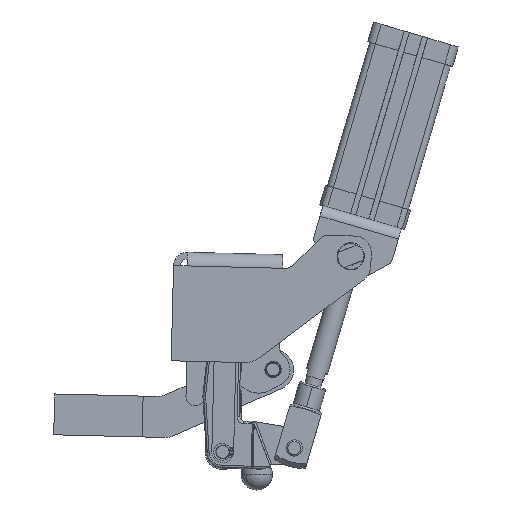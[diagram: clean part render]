
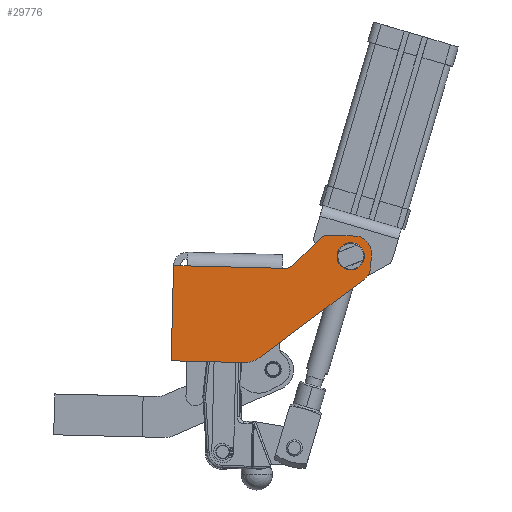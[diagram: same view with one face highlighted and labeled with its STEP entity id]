
A CAD part, front view. The second image highlights one B-rep face of the part: STEP entity #29776.
In plain terms, the highlighted planar face has unit normal (0, -1, 0).
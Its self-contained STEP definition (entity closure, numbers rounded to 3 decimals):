
#12287=CARTESIAN_POINT('',(212.733,163.831,159.864));
#12288=VERTEX_POINT('',#12287);
#12295=CARTESIAN_POINT('',(229.881,163.831,170.158));
#12296=VERTEX_POINT('',#12295);
#12297=CARTESIAN_POINT('',(221.307,163.831,165.011));
#12298=DIRECTION('',(0.,1.0,0.));
#12299=DIRECTION('',(-0.857,0.,-0.515));
#12300=AXIS2_PLACEMENT_3D('',#12297,#12298,#12299);
#12301=CIRCLE('',#12300,10.0);
#12302=EDGE_CURVE('',#12296,#12288,#12301,.T.);
#12607=CARTESIAN_POINT('',(148.997,163.831,87.877));
#12608=VERTEX_POINT('',#12607);
#12624=CARTESIAN_POINT('',(154.903,163.831,90.922));
#12625=VERTEX_POINT('',#12624);
#12632=CARTESIAN_POINT('',(142.914,163.831,106.93));
#12633=DIRECTION('',(0.,1.,0.));
#12634=DIRECTION('',(0.304,0.,-0.953));
#12635=AXIS2_PLACEMENT_3D('',#12632,#12633,#12634);
#12636=CIRCLE('',#12635,20.0);
#12637=EDGE_CURVE('',#12625,#12608,#12636,.T.);
#12689=CARTESIAN_POINT('',(175.896,163.831,156.587));
#12690=VERTEX_POINT('',#12689);
#12699=CARTESIAN_POINT('',(177.874,163.831,157.839));
#12700=VERTEX_POINT('',#12699);
#12701=CARTESIAN_POINT('',(173.738,163.831,162.185));
#12702=DIRECTION('',(0.,-1.,0.));
#12703=DIRECTION('',(0.36,0.,-0.933));
#12704=AXIS2_PLACEMENT_3D('',#12701,#12702,#12703);
#12705=CIRCLE('',#12704,6.);
#12706=EDGE_CURVE('',#12690,#12700,#12705,.T.);
#12775=CARTESIAN_POINT('',(201.862,163.831,180.039));
#12776=VERTEX_POINT('',#12775);
#12792=CARTESIAN_POINT('',(199.884,163.831,178.787));
#12793=VERTEX_POINT('',#12792);
#12800=CARTESIAN_POINT('',(204.02,163.831,174.441));
#12801=DIRECTION('',(0.,1.0,0.));
#12802=DIRECTION('',(-0.36,0.,0.933));
#12803=AXIS2_PLACEMENT_3D('',#12800,#12801,#12802);
#12804=CIRCLE('',#12803,6.);
#12805=EDGE_CURVE('',#12793,#12776,#12804,.T.);
#12901=CARTESIAN_POINT('',(233.073,163.831,176.209));
#12902=VERTEX_POINT('',#12901);
#12918=CARTESIAN_POINT('',(224.677,163.831,179.932));
#12919=VERTEX_POINT('',#12918);
#12926=CARTESIAN_POINT('',(224.38,163.831,167.936));
#12927=DIRECTION('',(0.,1.0,0.));
#12928=DIRECTION('',(0.724,0.,0.689));
#12929=AXIS2_PLACEMENT_3D('',#12926,#12927,#12928);
#12930=CIRCLE('',#12929,12.);
#12931=EDGE_CURVE('',#12919,#12902,#12930,.T.);
#12941=CARTESIAN_POINT('',(234.793,163.831,152.257));
#12942=VERTEX_POINT('',#12941);
#12951=CARTESIAN_POINT('',(231.322,163.831,148.155));
#12952=VERTEX_POINT('',#12951);
#12953=CARTESIAN_POINT('',(224.129,163.831,157.76));
#12954=DIRECTION('',(0.,1.,0.));
#12955=DIRECTION('',(0.889,0.,-0.459));
#12956=AXIS2_PLACEMENT_3D('',#12953,#12954,#12955);
#12957=CIRCLE('',#12956,12.0);
#12958=EDGE_CURVE('',#12942,#12952,#12957,.T.);
#28870=CARTESIAN_POINT('',(101.097,163.831,157.978));
#28871=VERTEX_POINT('',#28870);
#28963=CARTESIAN_POINT('',(89.371,163.831,88.247));
#28964=VERTEX_POINT('',#28963);
#28965=CARTESIAN_POINT('',(91.1,163.831,158.225));
#28966=VERTEX_POINT('',#28965);
#28967=CARTESIAN_POINT('',(89.371,163.831,88.247));
#28968=DIRECTION('',(0.025,0.,1.));
#28969=VECTOR('',#28968,70.0);
#28970=LINE('',#28967,#28969);
#28971=EDGE_CURVE('',#28964,#28966,#28970,.T.);
#29011=CARTESIAN_POINT('',(91.1,163.831,158.225));
#29012=DIRECTION('',(1.,0.,-0.025));
#29013=VECTOR('',#29012,10.);
#29014=LINE('',#29011,#29013);
#29015=EDGE_CURVE('',#28966,#28871,#29014,.T.);
#29275=CARTESIAN_POINT('',(171.075,163.831,156.249));
#29276=VERTEX_POINT('',#29275);
#29286=CARTESIAN_POINT('',(171.075,163.831,156.249));
#29287=DIRECTION('',(-1.,0.,0.025));
#29288=VECTOR('',#29287,70.);
#29289=LINE('',#29286,#29288);
#29290=EDGE_CURVE('',#29276,#28871,#29289,.T.);
#29333=CARTESIAN_POINT('',(173.589,163.831,156.187));
#29334=VERTEX_POINT('',#29333);
#29348=CARTESIAN_POINT('',(173.589,163.831,156.187));
#29349=DIRECTION('',(-1.,0.,0.025));
#29350=VECTOR('',#29349,2.515);
#29351=LINE('',#29348,#29350);
#29352=EDGE_CURVE('',#29334,#29276,#29351,.T.);
#29393=CARTESIAN_POINT('',(142.42,163.831,86.936));
#29394=VERTEX_POINT('',#29393);
#29403=CARTESIAN_POINT('',(142.42,163.831,86.936));
#29404=DIRECTION('',(-1.,0.,0.025));
#29405=VECTOR('',#29404,53.065);
#29406=LINE('',#29403,#29405);
#29407=EDGE_CURVE('',#29394,#28964,#29406,.T.);
#29486=CARTESIAN_POINT('',(204.168,163.831,180.439));
#29487=VERTEX_POINT('',#29486);
#29496=CARTESIAN_POINT('',(204.168,163.831,180.439));
#29497=DIRECTION('',(1.,0.,-0.025));
#29498=VECTOR('',#29497,20.515);
#29499=LINE('',#29496,#29498);
#29500=EDGE_CURVE('',#29487,#12919,#29499,.T.);
#29560=CARTESIAN_POINT('',(236.125,163.831,157.463));
#29561=VERTEX_POINT('',#29560);
#29568=CARTESIAN_POINT('',(224.129,163.831,157.76));
#29569=DIRECTION('',(0.,1.,0.));
#29570=DIRECTION('',(0.889,0.,-0.459));
#29571=AXIS2_PLACEMENT_3D('',#29568,#29569,#29570);
#29572=CIRCLE('',#29571,12.0);
#29573=EDGE_CURVE('',#29561,#12942,#29572,.T.);
#29583=CARTESIAN_POINT('',(236.377,163.831,167.639));
#29584=VERTEX_POINT('',#29583);
#29593=CARTESIAN_POINT('',(236.377,163.831,167.639));
#29594=DIRECTION('',(-0.025,0.,-1.));
#29595=VECTOR('',#29594,10.179);
#29596=LINE('',#29593,#29595);
#29597=EDGE_CURVE('',#29584,#29561,#29596,.T.);
#29615=CARTESIAN_POINT('',(224.38,163.831,167.936));
#29616=DIRECTION('',(0.,1.0,0.));
#29617=DIRECTION('',(0.724,0.,0.689));
#29618=AXIS2_PLACEMENT_3D('',#29615,#29616,#29617);
#29619=CIRCLE('',#29618,12.);
#29620=EDGE_CURVE('',#12902,#29584,#29619,.T.);
#29712=CARTESIAN_POINT('',(171.272,163.831,123.734));
#29713=DIRECTION('',(0.,1.0,0.));
#29714=DIRECTION('',(0.025,0.,1.));
#29715=AXIS2_PLACEMENT_3D('',#29712,#29713,#29714);
#29716=PLANE('',#29715);
#29717=ORIENTED_EDGE('',*,*,#12637,.F.);
#29718=CARTESIAN_POINT('',(154.903,163.831,90.922));
#29719=DIRECTION('',(0.8,0.,0.599));
#29720=VECTOR('',#29719,95.476);
#29721=LINE('',#29718,#29720);
#29722=EDGE_CURVE('',#12625,#12952,#29721,.T.);
#29723=ORIENTED_EDGE('',*,*,#29722,.T.);
#29724=ORIENTED_EDGE('',*,*,#12958,.F.);
#29725=ORIENTED_EDGE('',*,*,#29573,.F.);
#29726=ORIENTED_EDGE('',*,*,#29597,.F.);
#29727=ORIENTED_EDGE('',*,*,#29620,.F.);
#29728=ORIENTED_EDGE('',*,*,#12931,.F.);
#29729=ORIENTED_EDGE('',*,*,#29500,.F.);
#29730=CARTESIAN_POINT('',(204.02,163.831,174.441));
#29731=DIRECTION('',(0.,1.0,0.));
#29732=DIRECTION('',(-0.36,0.,0.933));
#29733=AXIS2_PLACEMENT_3D('',#29730,#29731,#29732);
#29734=CIRCLE('',#29733,6.);
#29735=EDGE_CURVE('',#12776,#29487,#29734,.T.);
#29736=ORIENTED_EDGE('',*,*,#29735,.F.);
#29737=ORIENTED_EDGE('',*,*,#12805,.F.);
#29738=CARTESIAN_POINT('',(199.884,163.831,178.787));
#29739=DIRECTION('',(-0.724,0.,-0.689));
#29740=VECTOR('',#29739,30.385);
#29741=LINE('',#29738,#29740);
#29742=EDGE_CURVE('',#12793,#12700,#29741,.T.);
#29743=ORIENTED_EDGE('',*,*,#29742,.T.);
#29744=ORIENTED_EDGE('',*,*,#12706,.F.);
#29745=CARTESIAN_POINT('',(173.738,163.831,162.185));
#29746=DIRECTION('',(0.,-1.,0.));
#29747=DIRECTION('',(0.36,0.,-0.933));
#29748=AXIS2_PLACEMENT_3D('',#29745,#29746,#29747);
#29749=CIRCLE('',#29748,6.);
#29750=EDGE_CURVE('',#29334,#12690,#29749,.T.);
#29751=ORIENTED_EDGE('',*,*,#29750,.F.);
#29752=ORIENTED_EDGE('',*,*,#29352,.T.);
#29753=ORIENTED_EDGE('',*,*,#29290,.T.);
#29754=ORIENTED_EDGE('',*,*,#29015,.F.);
#29755=ORIENTED_EDGE('',*,*,#28971,.F.);
#29756=ORIENTED_EDGE('',*,*,#29407,.F.);
#29757=CARTESIAN_POINT('',(142.914,163.831,106.93));
#29758=DIRECTION('',(0.,1.,0.));
#29759=DIRECTION('',(0.304,0.,-0.953));
#29760=AXIS2_PLACEMENT_3D('',#29757,#29758,#29759);
#29761=CIRCLE('',#29760,20.0);
#29762=EDGE_CURVE('',#12608,#29394,#29761,.T.);
#29763=ORIENTED_EDGE('',*,*,#29762,.F.);
#29764=EDGE_LOOP('',(#29717,#29723,#29724,#29725,#29726,#29727,#29728,#29729,#29736,#29737,#29743,#29744,#29751,#29752,#29753,#29754,#29755,#29756,#29763));
#29765=FACE_OUTER_BOUND('',#29764,.T.);
#29766=CARTESIAN_POINT('',(221.307,163.831,165.011));
#29767=DIRECTION('',(0.,1.0,0.));
#29768=DIRECTION('',(-0.857,0.,-0.515));
#29769=AXIS2_PLACEMENT_3D('',#29766,#29767,#29768);
#29770=CIRCLE('',#29769,10.0);
#29771=EDGE_CURVE('',#12288,#12296,#29770,.T.);
#29772=ORIENTED_EDGE('',*,*,#29771,.T.);
#29773=ORIENTED_EDGE('',*,*,#12302,.T.);
#29774=EDGE_LOOP('',(#29772,#29773));
#29775=FACE_BOUND('',#29774,.T.);
#29776=ADVANCED_FACE('',(#29765,#29775),#29716,.F.);
